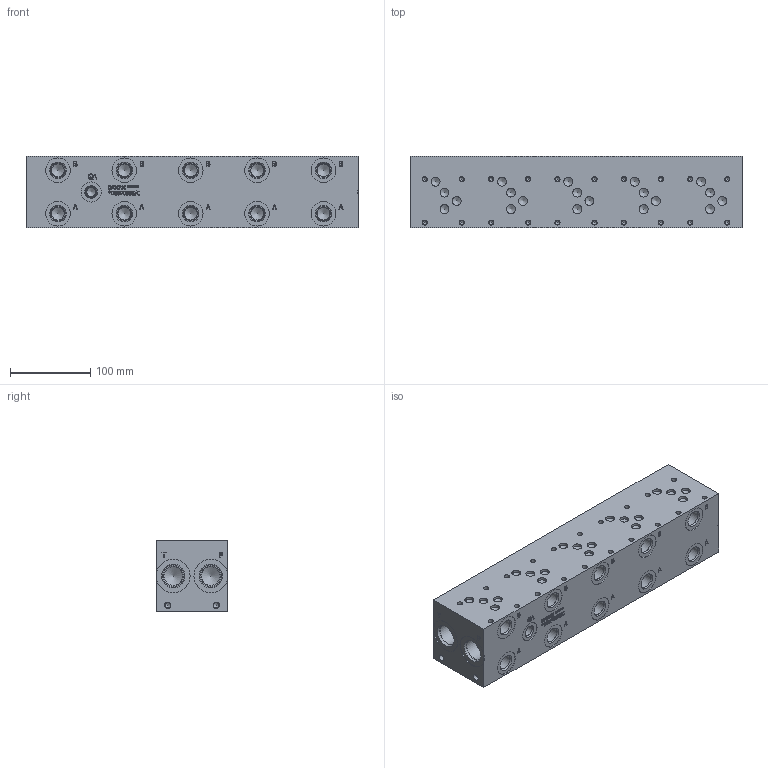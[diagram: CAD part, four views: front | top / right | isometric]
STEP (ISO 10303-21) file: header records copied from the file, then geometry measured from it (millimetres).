
FILE_DESCRIPTION(/* description */ (''),/* implementation_level */ '2;1');
FILE_NAME(/* name */ '_D05P053S_C.stp',/* time_stamp */ '2022-10-20T12:07:05-04:00',/* author */ ('bobbyh'),/* organization */ (''),/* preprocessor_version */ 'ST-DEVELOPER v18',/* originating_system */ 'Autodesk Inventor 2020',/* authorisation */ '');
FILE_SCHEMA (('AUTOMOTIVE_DESIGN { 1 0 10303 214 3 1 1 }'));
Length unit declared in the file: millimetre
Products named in the file (1): Part_AD05P053S_C_3D
Bounding box: 412.75 x 88.9 x 88.9 mm (x, y, z)
Volume: 3080911.4 mm3; surface area: 202371.4 mm2
Topology: 1 solids, 1 shells, 950 faces, 2600 edges, 1769 vertices
Faces by surface type: plane 467, bspline 225, cylinder 149, cone 109
Full cylindrical faces by diameter (mm): 5.105 x20, 6.35 x20, 6.528 x4, 7.925 x4, 10.719 x1, 11.125 x20, 12.9 x1, 14.275 x1, 14.29 x1, 14.529 x1, 15.875 x10, 15.9 x1, 17.501 x10, 19.05 x10, 19.253 x10, 20.62 x1, 22.23 x1, 22.54 x1, 23.012 x4, 24.917 x4, 25.019 x1, 26.99 x2, 27 x2, 27.432 x4, 30.16 x1, 30.632 x10, 42.037 x4
Entity records: 31842 total; most frequent: CARTESIAN_POINT 8185, ORIENTED_EDGE 5080, DIRECTION 4105, EDGE_CURVE 2540, VERTEX_POINT 1769, LINE 1527, VECTOR 1527, AXIS2_PLACEMENT_3D 1289
